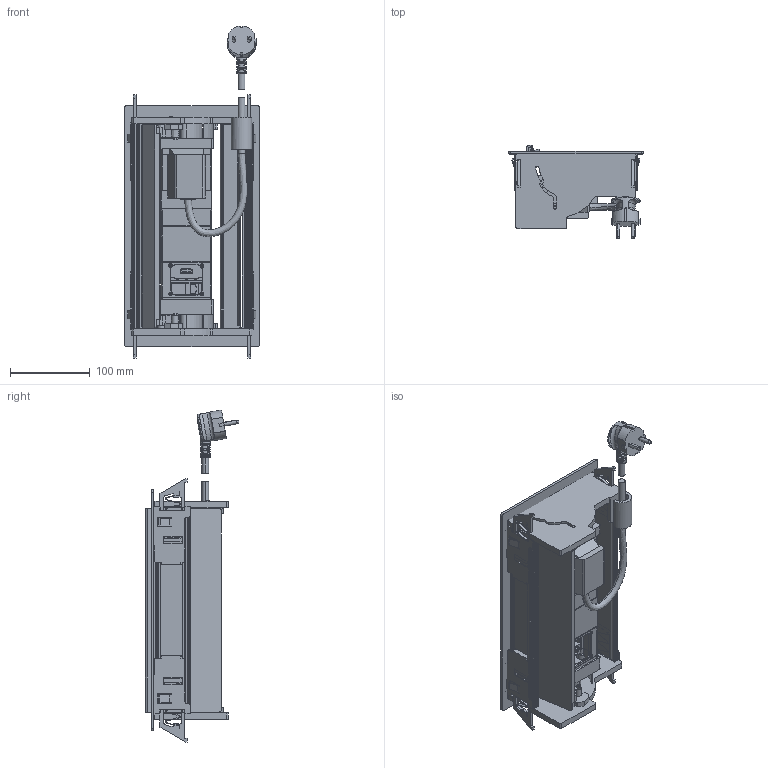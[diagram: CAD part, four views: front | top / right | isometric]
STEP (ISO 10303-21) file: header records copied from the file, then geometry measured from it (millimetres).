
FILE_DESCRIPTION(('CATIA V5 STEP Exchange','CAx-IF Rec.Pracs.--- Model Styling and Organization---1.5--- 2016-08-15','CAx-IF Rec.Pracs.---Supplemental Geometry---1.0---2011-11-01','CAx-IF Rec.Pracs.--- Composite Materials ---1.1---2010-07-15'),'2;1');
FILE_NAME('LG-654851_AllCATPart.stp','2023-04-28T07:02:16+00:00',('none'),('none'),'CATIA Version 5-6 Release 2020 SP3','CATIA V5 STEP AP214 v2','none');
FILE_SCHEMA(('AUTOMOTIVE_DESIGN { 1 0 10303 214 1 1 1 1 }'));
Products named in the file (1): LG-654851_AllCATPart
Bounding box: 170 x 117.76 x 417.49 mm (x, y, z)
Volume: 909210.4 mm3; surface area: 616859.3 mm2
Topology: 52 solids, 52 shells, 2582 faces, 7030 edges, 4581 vertices
Faces by surface type: plane 1679, cylinder 738, bspline 45, sphere 42, torus 37, extrusion 28, cone 11, revolution 2
Entity records: 81813 total; most frequent: CARTESIAN_POINT 19647, ORIENTED_EDGE 13976, DIRECTION 10689, EDGE_CURVE 6964, VECTOR 5131, LINE 5103, VERTEX_POINT 4565, AXIS2_PLACEMENT_3D 3442
